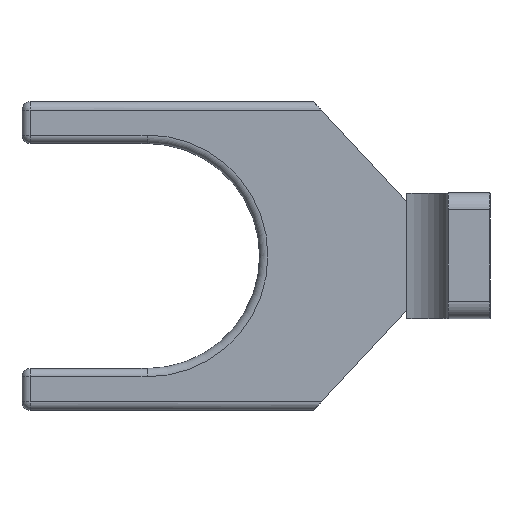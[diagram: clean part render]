
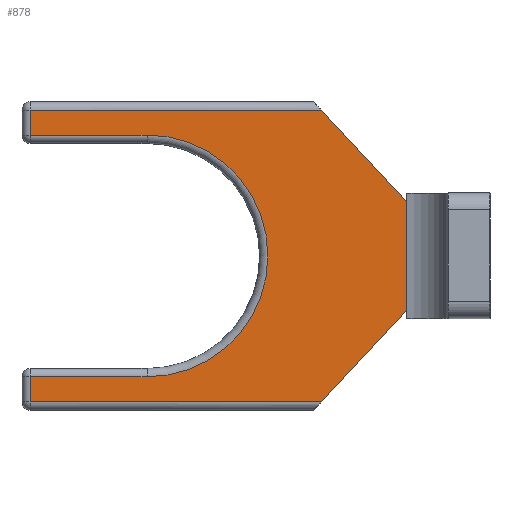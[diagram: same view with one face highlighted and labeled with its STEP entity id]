
A CAD part, top view. The second image highlights one B-rep face of the part: STEP entity #878.
In plain terms, the highlighted planar face has unit normal (0, 0, 1).
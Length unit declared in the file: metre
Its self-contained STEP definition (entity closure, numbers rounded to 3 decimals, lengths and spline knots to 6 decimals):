
#45=PLANE('',#967);
#64=CIRCLE('',#968,0.0145);
#144=ORIENTED_EDGE('',*,*,#394,.T.);
#145=ORIENTED_EDGE('',*,*,#395,.T.);
#146=ORIENTED_EDGE('',*,*,#374,.F.);
#147=ORIENTED_EDGE('',*,*,#378,.F.);
#148=ORIENTED_EDGE('',*,*,#383,.T.);
#149=ORIENTED_EDGE('',*,*,#396,.T.);
#150=ORIENTED_EDGE('',*,*,#397,.T.);
#151=ORIENTED_EDGE('',*,*,#398,.T.);
#152=ORIENTED_EDGE('',*,*,#399,.T.);
#153=ORIENTED_EDGE('',*,*,#400,.T.);
#374=EDGE_CURVE('',#500,#501,#575,.T.);
#378=EDGE_CURVE('',#503,#500,#578,.T.);
#383=EDGE_CURVE('',#503,#507,#581,.T.);
#394=EDGE_CURVE('',#516,#517,#592,.T.);
#395=EDGE_CURVE('',#517,#501,#593,.T.);
#396=EDGE_CURVE('',#507,#518,#594,.F.);
#397=EDGE_CURVE('',#518,#519,#595,.F.);
#398=EDGE_CURVE('',#519,#520,#596,.F.);
#399=EDGE_CURVE('',#520,#521,#64,.F.);
#400=EDGE_CURVE('',#521,#516,#597,.T.);
#500=VERTEX_POINT('',#1379);
#501=VERTEX_POINT('',#1381);
#503=VERTEX_POINT('',#1387);
#507=VERTEX_POINT('',#1397);
#516=VERTEX_POINT('',#1422);
#517=VERTEX_POINT('',#1423);
#518=VERTEX_POINT('',#1426);
#519=VERTEX_POINT('',#1428);
#520=VERTEX_POINT('',#1430);
#521=VERTEX_POINT('',#1432);
#575=LINE('',#1380,#661);
#578=LINE('',#1388,#664);
#581=LINE('',#1398,#667);
#592=LINE('',#1421,#678);
#593=LINE('',#1424,#679);
#594=LINE('',#1425,#680);
#595=LINE('',#1427,#681);
#596=LINE('',#1429,#682);
#597=LINE('',#1433,#683);
#661=VECTOR('',#1084,1.);
#664=VECTOR('',#1091,1.);
#667=VECTOR('',#1100,1.);
#678=VECTOR('',#1119,1.);
#679=VECTOR('',#1120,1.);
#680=VECTOR('',#1121,1.);
#681=VECTOR('',#1122,1.);
#682=VECTOR('',#1123,1.);
#683=VECTOR('',#1126,1.);
#742=EDGE_LOOP('',(#144,#145,#146,#147,#148,#149,#150,#151,#152,#153));
#800=FACE_BOUND('',#742,.T.);
#878=ADVANCED_FACE('',(#800),#45,.T.);
#967=AXIS2_PLACEMENT_3D('',#1420,#1117,#1118);
#968=AXIS2_PLACEMENT_3D('',#1431,#1124,#1125);
#1084=DIRECTION('',(-0.733,0.681,0.));
#1091=DIRECTION('',(-1.,0.,0.));
#1100=DIRECTION('',(0.733,0.681,0.));
#1117=DIRECTION('',(0.,0.,1.));
#1118=DIRECTION('',(1.,0.,0.));
#1119=DIRECTION('',(-1.,0.,0.));
#1120=DIRECTION('',(0.,-1.,0.));
#1121=DIRECTION('',(0.,-1.,0.));
#1122=DIRECTION('',(1.,0.,0.));
#1123=DIRECTION('',(0.,1.,0.));
#1124=DIRECTION('',(0.,0.,1.));
#1125=DIRECTION('',(1.,0.,0.));
#1126=DIRECTION('',(0.,1.,0.));
#1379=CARTESIAN_POINT('',(-0.006521,-0.014591,0.01));
#1380=CARTESIAN_POINT('',(-0.012521,-0.009018,0.01));
#1381=CARTESIAN_POINT('',(-0.017521,-0.004374,0.01));
#1387=CARTESIAN_POINT('',(0.006479,-0.014591,0.01));
#1388=CARTESIAN_POINT('',(-0.003271,-0.014591,0.01));
#1397=CARTESIAN_POINT('',(0.017479,-0.004374,0.01));
#1398=CARTESIAN_POINT('',(0.012479,-0.009018,0.01));
#1420=CARTESIAN_POINT('',(0.000172,-0.004108,0.01));
#1421=CARTESIAN_POINT('',(-0.018521,0.030555,0.01));
#1422=CARTESIAN_POINT('',(-0.014521,0.030555,0.01));
#1423=CARTESIAN_POINT('',(-0.017521,0.030555,0.01));
#1424=CARTESIAN_POINT('',(-0.017521,-0.003445,0.01));
#1425=CARTESIAN_POINT('',(0.017479,-0.004108,0.01));
#1426=CARTESIAN_POINT('',(0.017479,0.030555,0.01));
#1427=CARTESIAN_POINT('',(0.000172,0.030555,0.01));
#1428=CARTESIAN_POINT('',(0.014479,0.030555,0.01));
#1429=CARTESIAN_POINT('',(0.014479,-0.004108,0.01));
#1430=CARTESIAN_POINT('',(0.014479,0.016555,0.01));
#1431=CARTESIAN_POINT('',(-0.000021,0.016555,0.01));
#1432=CARTESIAN_POINT('',(-0.014521,0.016555,0.01));
#1433=CARTESIAN_POINT('',(-0.014521,0.031555,0.01));
